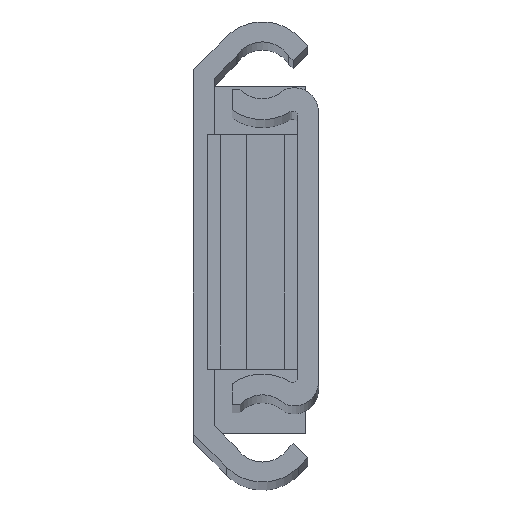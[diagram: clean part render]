
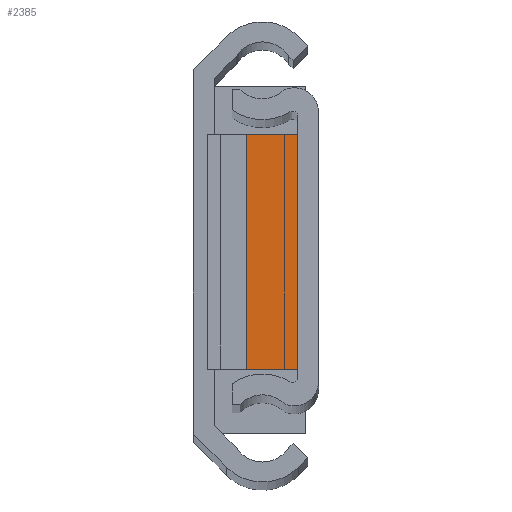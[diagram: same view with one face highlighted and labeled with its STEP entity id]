
A CAD part, top view. The second image highlights one B-rep face of the part: STEP entity #2385.
In plain terms, the highlighted face is planar.
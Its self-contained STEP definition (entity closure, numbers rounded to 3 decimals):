
#66 = PLANE ( 'NONE',  #883 ) ;
#78 = CARTESIAN_POINT ( 'NONE',  ( -45.8, 9., 5.9 ) ) ;
#139 = CARTESIAN_POINT ( 'NONE',  ( -45.8, -9., 5.9 ) ) ;
#320 = DIRECTION ( 'NONE',  ( 0., 0., 1. ) ) ;
#321 = CARTESIAN_POINT ( 'NONE',  ( -45.8, 9., 0. ) ) ;
#326 = DIRECTION ( 'NONE',  ( -1., 0., 0. ) ) ;
#445 = VECTOR ( 'NONE', #1288, 1000. ) ;
#733 = VECTOR ( 'NONE', #1801, 1000. ) ;
#830 = VECTOR ( 'NONE', #1587, 1000. ) ;
#834 = VECTOR ( 'NONE', #1658, 1000. ) ;
#883 = AXIS2_PLACEMENT_3D ( 'NONE', #321, #326, #320 ) ;
#1288 = DIRECTION ( 'NONE',  ( 0., -1., 0. ) ) ;
#1292 = CARTESIAN_POINT ( 'NONE',  ( -45.8, 9., 0. ) ) ;
#1587 = DIRECTION ( 'NONE',  ( 0., -1., 0. ) ) ;
#1588 = CARTESIAN_POINT ( 'NONE',  ( -45.8, 9., 5.9 ) ) ;
#1658 = DIRECTION ( 'NONE',  ( 0., 0., -1. ) ) ;
#1681 = CARTESIAN_POINT ( 'NONE',  ( -45.8, -9., 0. ) ) ;
#1798 = CARTESIAN_POINT ( 'NONE',  ( -45.8, 9., 0. ) ) ;
#1801 = DIRECTION ( 'NONE',  ( 0., 0., -1. ) ) ;
#1834 = ORIENTED_EDGE ( 'NONE', *, *, #2053, .T. ) ;
#1842 = ORIENTED_EDGE ( 'NONE', *, *, #2200, .F. ) ;
#1844 = ORIENTED_EDGE ( 'NONE', *, *, #2025, .T. ) ;
#1845 = ORIENTED_EDGE ( 'NONE', *, *, #1968, .F. ) ;
#1968 = EDGE_CURVE ( 'NONE', #2461, #2580, #3018, .T. ) ;
#2025 = EDGE_CURVE ( 'NONE', #2405, #2577, #3059, .T. ) ;
#2053 = EDGE_CURVE ( 'NONE', #2461, #2405, #3076, .T. ) ;
#2200 = EDGE_CURVE ( 'NONE', #2580, #2577, #3247, .T. ) ;
#2385 = ADVANCED_FACE ( 'NONE', ( #3398 ), #66, .F. ) ;
#2405 = VERTEX_POINT ( 'NONE', #139 ) ;
#2457 = EDGE_LOOP ( 'NONE', ( #1844, #1842, #1845, #1834 ) ) ;
#2461 = VERTEX_POINT ( 'NONE', #78 ) ;
#2577 = VERTEX_POINT ( 'NONE', #3732 ) ;
#2580 = VERTEX_POINT ( 'NONE', #3737 ) ;
#3018 = LINE ( 'NONE', #1798, #733 ) ;
#3059 = LINE ( 'NONE', #1681, #834 ) ;
#3076 = LINE ( 'NONE', #1588, #830 ) ;
#3247 = LINE ( 'NONE', #1292, #445 ) ;
#3398 = FACE_OUTER_BOUND ( 'NONE', #2457, .T. ) ;
#3732 = CARTESIAN_POINT ( 'NONE',  ( -45.8, -9., 0. ) ) ;
#3737 = CARTESIAN_POINT ( 'NONE',  ( -45.8, 9., 0. ) ) ;
